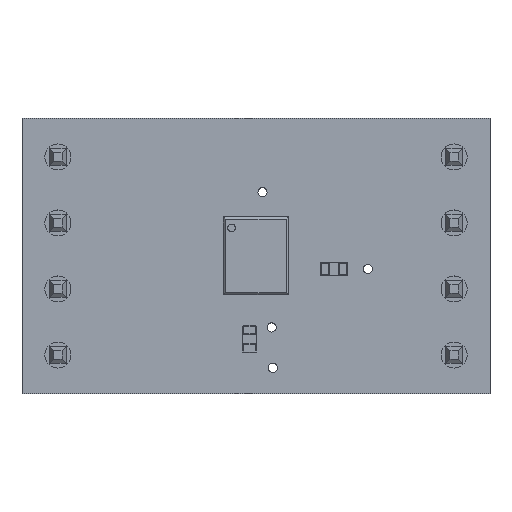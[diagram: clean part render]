
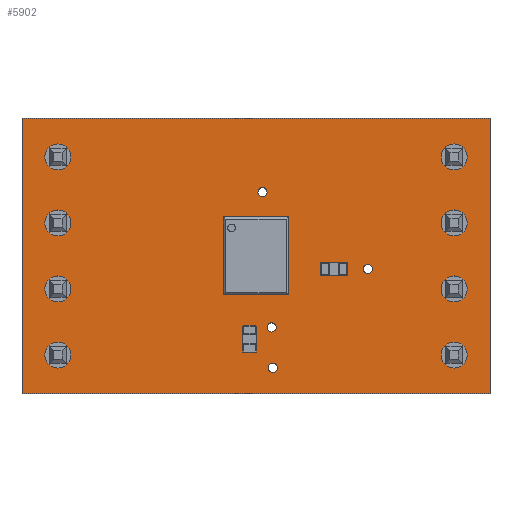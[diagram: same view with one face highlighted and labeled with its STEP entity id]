
A CAD part, top view. The second image highlights one B-rep face of the part: STEP entity #5902.
In plain terms, the highlighted planar face has unit normal (0, 0, 1).
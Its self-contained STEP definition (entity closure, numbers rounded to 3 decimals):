
#74=FACE_BOUND('',#747,.T.);
#75=FACE_BOUND('',#748,.T.);
#76=FACE_BOUND('',#749,.T.);
#77=FACE_BOUND('',#750,.T.);
#78=FACE_BOUND('',#751,.T.);
#79=FACE_BOUND('',#752,.T.);
#80=FACE_BOUND('',#753,.T.);
#81=FACE_BOUND('',#754,.T.);
#82=FACE_BOUND('',#755,.T.);
#83=FACE_BOUND('',#756,.T.);
#84=FACE_BOUND('',#757,.T.);
#85=FACE_BOUND('',#758,.T.);
#86=FACE_BOUND('',#759,.T.);
#115=PLANE('',#6330);
#403=FACE_OUTER_BOUND('',#746,.T.);
#746=EDGE_LOOP('',(#3963,#3964,#3965,#3966));
#747=EDGE_LOOP('',(#3967));
#748=EDGE_LOOP('',(#3968));
#749=EDGE_LOOP('',(#3969));
#750=EDGE_LOOP('',(#3970));
#751=EDGE_LOOP('',(#3971));
#752=EDGE_LOOP('',(#3972));
#753=EDGE_LOOP('',(#3973));
#754=EDGE_LOOP('',(#3974));
#755=EDGE_LOOP('',(#3975));
#756=EDGE_LOOP('',(#3976));
#757=EDGE_LOOP('',(#3977));
#758=EDGE_LOOP('',(#3978));
#759=EDGE_LOOP('',(#3979));
#1124=LINE('',#8448,#1820);
#1127=LINE('',#8454,#1823);
#1130=LINE('',#8460,#1826);
#1133=LINE('',#8464,#1829);
#1820=VECTOR('',#6845,10.);
#1823=VECTOR('',#6850,10.);
#1826=VECTOR('',#6855,10.);
#1829=VECTOR('',#6860,10.);
#2502=CIRCLE('',#6289,0.5);
#2504=CIRCLE('',#6292,0.5);
#2506=CIRCLE('',#6295,0.5);
#2508=CIRCLE('',#6298,0.5);
#2510=CIRCLE('',#6301,0.175);
#2512=CIRCLE('',#6304,0.175);
#2514=CIRCLE('',#6307,0.175);
#2516=CIRCLE('',#6310,0.175);
#2518=CIRCLE('',#6313,0.5);
#2520=CIRCLE('',#6316,0.175);
#2522=CIRCLE('',#6319,0.5);
#2524=CIRCLE('',#6322,0.5);
#2526=CIRCLE('',#6325,0.5);
#2606=VERTEX_POINT('',#8366);
#2608=VERTEX_POINT('',#8372);
#2610=VERTEX_POINT('',#8378);
#2612=VERTEX_POINT('',#8384);
#2614=VERTEX_POINT('',#8390);
#2616=VERTEX_POINT('',#8396);
#2618=VERTEX_POINT('',#8402);
#2620=VERTEX_POINT('',#8408);
#2622=VERTEX_POINT('',#8414);
#2624=VERTEX_POINT('',#8420);
#2626=VERTEX_POINT('',#8426);
#2628=VERTEX_POINT('',#8432);
#2630=VERTEX_POINT('',#8438);
#2633=VERTEX_POINT('',#8445);
#2634=VERTEX_POINT('',#8447);
#2636=VERTEX_POINT('',#8453);
#2638=VERTEX_POINT('',#8459);
#3097=EDGE_CURVE('',#2606,#2606,#2502,.T.);
#3100=EDGE_CURVE('',#2608,#2608,#2504,.T.);
#3103=EDGE_CURVE('',#2610,#2610,#2506,.T.);
#3106=EDGE_CURVE('',#2612,#2612,#2508,.T.);
#3109=EDGE_CURVE('',#2614,#2614,#2510,.T.);
#3112=EDGE_CURVE('',#2616,#2616,#2512,.T.);
#3115=EDGE_CURVE('',#2618,#2618,#2514,.T.);
#3118=EDGE_CURVE('',#2620,#2620,#2516,.T.);
#3121=EDGE_CURVE('',#2622,#2622,#2518,.T.);
#3124=EDGE_CURVE('',#2624,#2624,#2520,.T.);
#3127=EDGE_CURVE('',#2626,#2626,#2522,.T.);
#3130=EDGE_CURVE('',#2628,#2628,#2524,.T.);
#3133=EDGE_CURVE('',#2630,#2630,#2526,.T.);
#3136=EDGE_CURVE('',#2634,#2633,#1124,.T.);
#3139=EDGE_CURVE('',#2636,#2634,#1127,.T.);
#3142=EDGE_CURVE('',#2638,#2636,#1130,.T.);
#3145=EDGE_CURVE('',#2633,#2638,#1133,.T.);
#3963=ORIENTED_EDGE('',*,*,#3145,.T.);
#3964=ORIENTED_EDGE('',*,*,#3142,.T.);
#3965=ORIENTED_EDGE('',*,*,#3139,.T.);
#3966=ORIENTED_EDGE('',*,*,#3136,.T.);
#3967=ORIENTED_EDGE('',*,*,#3097,.T.);
#3968=ORIENTED_EDGE('',*,*,#3100,.T.);
#3969=ORIENTED_EDGE('',*,*,#3103,.T.);
#3970=ORIENTED_EDGE('',*,*,#3106,.T.);
#3971=ORIENTED_EDGE('',*,*,#3109,.T.);
#3972=ORIENTED_EDGE('',*,*,#3112,.T.);
#3973=ORIENTED_EDGE('',*,*,#3115,.T.);
#3974=ORIENTED_EDGE('',*,*,#3118,.T.);
#3975=ORIENTED_EDGE('',*,*,#3121,.T.);
#3976=ORIENTED_EDGE('',*,*,#3124,.T.);
#3977=ORIENTED_EDGE('',*,*,#3127,.T.);
#3978=ORIENTED_EDGE('',*,*,#3130,.T.);
#3979=ORIENTED_EDGE('',*,*,#3133,.T.);
#5902=ADVANCED_FACE('',(#403,#74,#75,#76,#77,#78,#79,#80,#81,#82,#83,#84,
#85,#86),#115,.T.);
#6289=AXIS2_PLACEMENT_3D('',#8368,#6755,#6756);
#6292=AXIS2_PLACEMENT_3D('',#8374,#6762,#6763);
#6295=AXIS2_PLACEMENT_3D('',#8380,#6769,#6770);
#6298=AXIS2_PLACEMENT_3D('',#8386,#6776,#6777);
#6301=AXIS2_PLACEMENT_3D('',#8392,#6783,#6784);
#6304=AXIS2_PLACEMENT_3D('',#8398,#6790,#6791);
#6307=AXIS2_PLACEMENT_3D('',#8404,#6797,#6798);
#6310=AXIS2_PLACEMENT_3D('',#8410,#6804,#6805);
#6313=AXIS2_PLACEMENT_3D('',#8416,#6811,#6812);
#6316=AXIS2_PLACEMENT_3D('',#8422,#6818,#6819);
#6319=AXIS2_PLACEMENT_3D('',#8428,#6825,#6826);
#6322=AXIS2_PLACEMENT_3D('',#8434,#6832,#6833);
#6325=AXIS2_PLACEMENT_3D('',#8440,#6839,#6840);
#6330=AXIS2_PLACEMENT_3D('',#8465,#6861,#6862);
#6755=DIRECTION('center_axis',(0.,0.,-1.));
#6756=DIRECTION('ref_axis',(-1.,0.,0.));
#6762=DIRECTION('center_axis',(0.,0.,-1.));
#6763=DIRECTION('ref_axis',(-1.,0.,0.));
#6769=DIRECTION('center_axis',(0.,0.,-1.));
#6770=DIRECTION('ref_axis',(-1.,0.,0.));
#6776=DIRECTION('center_axis',(0.,0.,-1.));
#6777=DIRECTION('ref_axis',(-1.,0.,0.));
#6783=DIRECTION('center_axis',(0.,0.,-1.));
#6784=DIRECTION('ref_axis',(1.,0.,0.));
#6790=DIRECTION('center_axis',(0.,0.,-1.));
#6791=DIRECTION('ref_axis',(1.,0.,0.));
#6797=DIRECTION('center_axis',(0.,0.,-1.));
#6798=DIRECTION('ref_axis',(1.,0.,0.));
#6804=DIRECTION('center_axis',(0.,0.,-1.));
#6805=DIRECTION('ref_axis',(1.,0.,0.));
#6811=DIRECTION('center_axis',(0.,0.,-1.));
#6812=DIRECTION('ref_axis',(-1.,0.,0.));
#6818=DIRECTION('center_axis',(0.,0.,-1.));
#6819=DIRECTION('ref_axis',(1.,0.,0.));
#6825=DIRECTION('center_axis',(0.,0.,-1.));
#6826=DIRECTION('ref_axis',(-1.,0.,0.));
#6832=DIRECTION('center_axis',(0.,0.,-1.));
#6833=DIRECTION('ref_axis',(-1.,0.,0.));
#6839=DIRECTION('center_axis',(0.,0.,-1.));
#6840=DIRECTION('ref_axis',(-1.,0.,0.));
#6845=DIRECTION('',(-1.,0.,0.));
#6850=DIRECTION('',(0.,1.,0.));
#6855=DIRECTION('',(1.,0.,0.));
#6860=DIRECTION('',(0.,-1.,0.));
#6861=DIRECTION('center_axis',(0.,0.,1.));
#6862=DIRECTION('ref_axis',(1.,0.,0.));
#8366=CARTESIAN_POINT('',(8.12,-1.27,1.671));
#8368=CARTESIAN_POINT('Origin',(7.62,-1.27,1.671));
#8372=CARTESIAN_POINT('',(8.12,3.81,1.671));
#8374=CARTESIAN_POINT('Origin',(7.62,3.81,1.671));
#8378=CARTESIAN_POINT('',(-7.12,-1.27,1.671));
#8380=CARTESIAN_POINT('Origin',(-7.62,-1.27,1.671));
#8384=CARTESIAN_POINT('',(-7.12,1.27,1.671));
#8386=CARTESIAN_POINT('Origin',(-7.62,1.27,1.671));
#8390=CARTESIAN_POINT('',(0.425,-2.75,1.671));
#8392=CARTESIAN_POINT('Origin',(0.6,-2.75,1.671));
#8396=CARTESIAN_POINT('',(4.125,-0.5,1.671));
#8398=CARTESIAN_POINT('Origin',(4.3,-0.5,1.671));
#8402=CARTESIAN_POINT('',(0.475,-4.3,1.671));
#8404=CARTESIAN_POINT('Origin',(0.65,-4.3,1.671));
#8408=CARTESIAN_POINT('',(0.075,2.45,1.671));
#8410=CARTESIAN_POINT('Origin',(0.25,2.45,1.671));
#8414=CARTESIAN_POINT('',(-7.12,3.81,1.671));
#8416=CARTESIAN_POINT('Origin',(-7.62,3.81,1.671));
#8420=CARTESIAN_POINT('',(-0.175,0.,1.671));
#8422=CARTESIAN_POINT('Origin',(0.,0.,1.671));
#8426=CARTESIAN_POINT('',(-7.12,-3.81,1.671));
#8428=CARTESIAN_POINT('Origin',(-7.62,-3.81,1.671));
#8432=CARTESIAN_POINT('',(8.12,1.27,1.671));
#8434=CARTESIAN_POINT('Origin',(7.62,1.27,1.671));
#8438=CARTESIAN_POINT('',(8.12,-3.81,1.671));
#8440=CARTESIAN_POINT('Origin',(7.62,-3.81,1.671));
#8445=CARTESIAN_POINT('',(-9.,5.3,1.671));
#8447=CARTESIAN_POINT('',(9.,5.3,1.671));
#8448=CARTESIAN_POINT('',(9.,5.3,1.671));
#8453=CARTESIAN_POINT('',(9.,-5.3,1.671));
#8454=CARTESIAN_POINT('',(9.,-5.3,1.671));
#8459=CARTESIAN_POINT('',(-9.,-5.3,1.671));
#8460=CARTESIAN_POINT('',(-9.,-5.3,1.671));
#8464=CARTESIAN_POINT('',(-9.,5.3,1.671));
#8465=CARTESIAN_POINT('Origin',(0.,0.,1.671));
